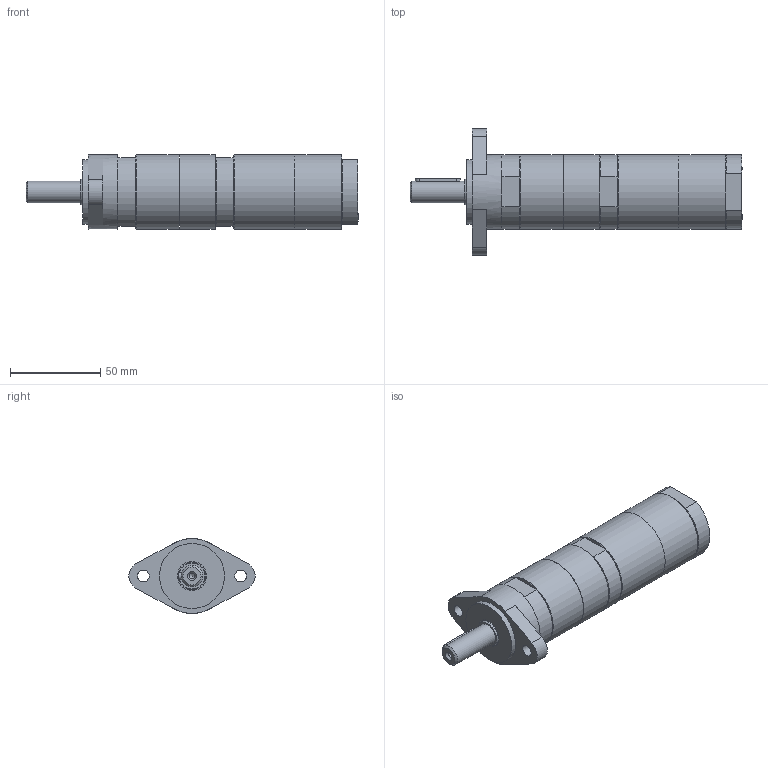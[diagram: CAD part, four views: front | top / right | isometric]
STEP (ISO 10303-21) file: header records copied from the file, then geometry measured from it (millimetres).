
FILE_DESCRIPTION(/* description */ (''),/* implementation_level */ '2;1');
FILE_NAME(/* name */ 'MRD 38-260 F70_29946237.stp',/* time_stamp */ '2018-06-05T08:00:00+02:00',/* author */ ('FLambert'),/* organization */ (''),/* preprocessor_version */ 'ST-DEVELOPER v17',/* originating_system */ 'Autodesk Inventor 2018',/* authorisation */ '');
FILE_SCHEMA (('AUTOMOTIVE_DESIGN { 1 0 10303 214 3 1 1 }'));
Length unit declared in the file: millimetre
Products named in the file (1): MRD 38-260 F70_29946237
Bounding box: 184.2 x 69.94 x 41.5 mm (x, y, z)
Volume: 209214.8 mm3; surface area: 34034.2 mm2
Topology: 1 solids, 44 shells, 411 faces, 924 edges, 614 vertices
Faces by surface type: plane 190, cylinder 188, cone 26, bspline 7
Full cylindrical faces by diameter (mm): 3.242 x1, 4 x1, 6.5 x2, 11.445 x3, 12 x1, 14.95 x1, 16 x1, 36 x2, 37.448 x3, 37.5 x1, 37.99 x1, 41.5 x5
Entity records: 12003 total; most frequent: CARTESIAN_POINT 2149, DIRECTION 2138, ORIENTED_EDGE 1844, EDGE_CURVE 922, AXIS2_PLACEMENT_3D 855, VERTEX_POINT 614, CIRCLE 450, EDGE_LOOP 436
